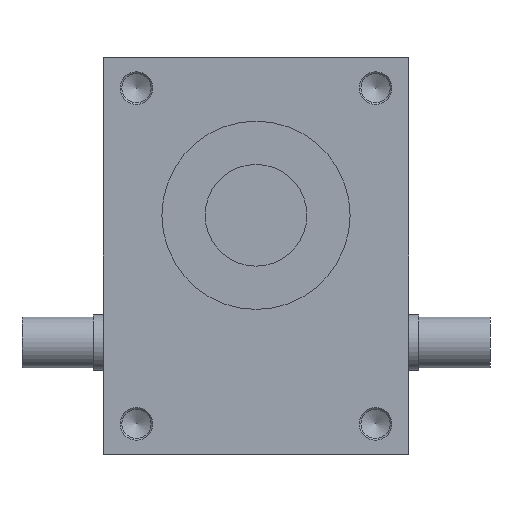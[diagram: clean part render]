
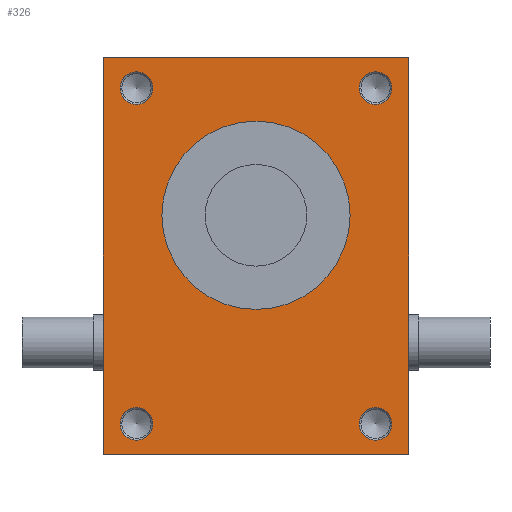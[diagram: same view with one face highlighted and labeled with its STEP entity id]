
A CAD part, front view. The second image highlights one B-rep face of the part: STEP entity #326.
In plain terms, the highlighted planar face has unit normal (0, -1, 0).
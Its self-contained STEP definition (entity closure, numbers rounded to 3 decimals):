
#326 = ADVANCED_FACE( '', ( #735, #736, #737, #738, #739, #740 ), #741, .F. );
#735 = FACE_BOUND( '', #1290, .T. );
#736 = FACE_BOUND( '', #1291, .T. );
#737 = FACE_BOUND( '', #1292, .T. );
#738 = FACE_BOUND( '', #1293, .T. );
#739 = FACE_BOUND( '', #1294, .T. );
#740 = FACE_OUTER_BOUND( '', #1295, .T. );
#741 = PLANE( '', #1296 );
#1290 = EDGE_LOOP( '', ( #1983 ) );
#1291 = EDGE_LOOP( '', ( #1984 ) );
#1292 = EDGE_LOOP( '', ( #1985 ) );
#1293 = EDGE_LOOP( '', ( #1986 ) );
#1294 = EDGE_LOOP( '', ( #1987 ) );
#1295 = EDGE_LOOP( '', ( #1988, #1989, #1990, #1991 ) );
#1296 = AXIS2_PLACEMENT_3D( '', #1992, #1993, #1994 );
#1983 = ORIENTED_EDGE( '', *, *, #3237, .F. );
#1984 = ORIENTED_EDGE( '', *, *, #3238, .F. );
#1985 = ORIENTED_EDGE( '', *, *, #3180, .F. );
#1986 = ORIENTED_EDGE( '', *, *, #3239, .F. );
#1987 = ORIENTED_EDGE( '', *, *, #3240, .T. );
#1988 = ORIENTED_EDGE( '', *, *, #3134, .T. );
#1989 = ORIENTED_EDGE( '', *, *, #3241, .F. );
#1990 = ORIENTED_EDGE( '', *, *, #3124, .F. );
#1991 = ORIENTED_EDGE( '', *, *, #3242, .T. );
#1992 = CARTESIAN_POINT( '', ( -300., -240., 390. ) );
#1993 = DIRECTION( '', ( 0., 1., 0. ) );
#1994 = DIRECTION( '', ( 0., 0., 1. ) );
#3124 = EDGE_CURVE( '', #3678, #3680, #3681, .T. );
#3134 = EDGE_CURVE( '', #3690, #3694, #3696, .T. );
#3180 = EDGE_CURVE( '', #3770, #3770, #3771, .T. );
#3237 = EDGE_CURVE( '', #3866, #3866, #3867, .T. );
#3238 = EDGE_CURVE( '', #3868, #3868, #3869, .T. );
#3239 = EDGE_CURVE( '', #3870, #3870, #3871, .T. );
#3240 = EDGE_CURVE( '', #3872, #3872, #3873, .T. );
#3241 = EDGE_CURVE( '', #3680, #3694, #3874, .T. );
#3242 = EDGE_CURVE( '', #3678, #3690, #3875, .T. );
#3678 = VERTEX_POINT( '', #4475 );
#3680 = VERTEX_POINT( '', #4478 );
#3681 = LINE( '', #4479, #4480 );
#3690 = VERTEX_POINT( '', #4491 );
#3694 = VERTEX_POINT( '', #4497 );
#3696 = LINE( '', #4500, #4501 );
#3770 = VERTEX_POINT( '', #4645 );
#3771 = CIRCLE( '', #4646, 32. );
#3866 = VERTEX_POINT( '', #4775 );
#3867 = CIRCLE( '', #4776, 32. );
#3868 = VERTEX_POINT( '', #4777 );
#3869 = CIRCLE( '', #4778, 32. );
#3870 = VERTEX_POINT( '', #4779 );
#3871 = CIRCLE( '', #4780, 32. );
#3872 = VERTEX_POINT( '', #4781 );
#3873 = CIRCLE( '', #4782, 185. );
#3874 = LINE( '', #4783, #4784 );
#3875 = LINE( '', #4785, #4786 );
#4475 = CARTESIAN_POINT( '', ( -300., -240., 390. ) );
#4478 = CARTESIAN_POINT( '', ( 300., -240., 390. ) );
#4479 = CARTESIAN_POINT( '', ( -300., -240., 390. ) );
#4480 = VECTOR( '', #5558, 1000. );
#4491 = CARTESIAN_POINT( '', ( -300., -240., -390. ) );
#4497 = CARTESIAN_POINT( '', ( 300., -240., -390. ) );
#4500 = CARTESIAN_POINT( '', ( -300., -240., -390. ) );
#4501 = VECTOR( '', #5567, 1000. );
#4645 = CARTESIAN_POINT( '', ( 235., -240., 298. ) );
#4646 = AXIS2_PLACEMENT_3D( '', #5623, #5624, #5625 );
#4775 = CARTESIAN_POINT( '', ( -235., -240., -362. ) );
#4776 = AXIS2_PLACEMENT_3D( '', #5684, #5685, #5686 );
#4777 = CARTESIAN_POINT( '', ( -235., -240., 298. ) );
#4778 = AXIS2_PLACEMENT_3D( '', #5687, #5688, #5689 );
#4779 = CARTESIAN_POINT( '', ( 235., -240., -362. ) );
#4780 = AXIS2_PLACEMENT_3D( '', #5690, #5691, #5692 );
#4781 = CARTESIAN_POINT( '', ( 185., -240., 80. ) );
#4782 = AXIS2_PLACEMENT_3D( '', #5693, #5694, #5695 );
#4783 = CARTESIAN_POINT( '', ( 300., -240., 390. ) );
#4784 = VECTOR( '', #5696, 1000. );
#4785 = CARTESIAN_POINT( '', ( -300., -240., 390. ) );
#4786 = VECTOR( '', #5697, 1000. );
#5558 = DIRECTION( '', ( 1., 0., 0. ) );
#5567 = DIRECTION( '', ( 1., 0., 0. ) );
#5623 = CARTESIAN_POINT( '', ( 235., -240., 330. ) );
#5624 = DIRECTION( '', ( 0., -1., 0. ) );
#5625 = DIRECTION( '', ( 0., 0., -1. ) );
#5684 = CARTESIAN_POINT( '', ( -235., -240., -330. ) );
#5685 = DIRECTION( '', ( 0., -1., 0. ) );
#5686 = DIRECTION( '', ( 0., 0., -1. ) );
#5687 = CARTESIAN_POINT( '', ( -235., -240., 330. ) );
#5688 = DIRECTION( '', ( 0., -1., 0. ) );
#5689 = DIRECTION( '', ( 0., 0., -1. ) );
#5690 = CARTESIAN_POINT( '', ( 235., -240., -330. ) );
#5691 = DIRECTION( '', ( 0., -1., 0. ) );
#5692 = DIRECTION( '', ( 0., 0., -1. ) );
#5693 = CARTESIAN_POINT( '', ( 0., -240., 80. ) );
#5694 = DIRECTION( '', ( 0., 1., 0. ) );
#5695 = DIRECTION( '', ( 1., 0., 0. ) );
#5696 = DIRECTION( '', ( 0., 0., -1. ) );
#5697 = DIRECTION( '', ( 0., 0., -1. ) );
